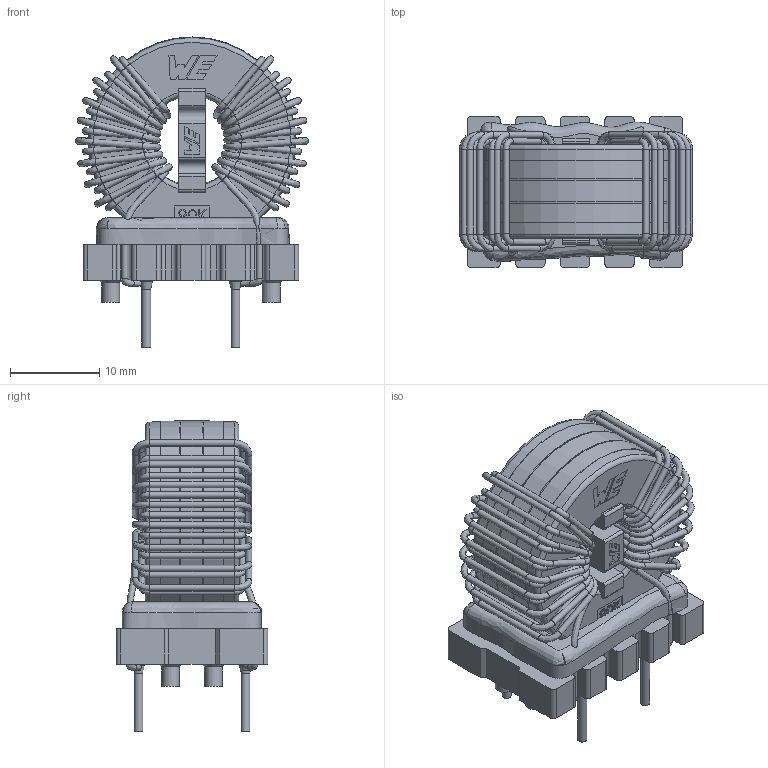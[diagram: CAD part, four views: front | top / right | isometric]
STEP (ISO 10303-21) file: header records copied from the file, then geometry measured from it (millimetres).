
FILE_DESCRIPTION(/* description */ ('Unknown'),/* implementation_level */ '2;1');
FILE_NAME(/* name */ '7448040515',/* time_stamp */ '2023-12-05T16:16:34+01:00',/* author */ ('Unknown'),/* organization */ ('Unknown'),/* preprocessor_version */ 'ST-DEVELOPER v16.7',/* originating_system */ 'Solid Edge',/* authorisation */ 'Unknown');
FILE_SCHEMA (('CONFIG_CONTROL_DESIGN','AP242_MANAGED_MODEL_BASED_3D_ENGINEERING_MIM_LF { 1 0 10303 442 1 1 4 }','AUTOMOTIVE_DESIGN {1 0 10303 214 3 1 1}'));
Products named in the file (12): 7448040515; Case; CASE-A; CORE; CASE-B; PRT0001; SPACER; Tape; Base; Turns; Glue; Solderpoint
Assembly tree (11 placements, depth 3):
  7448040515
    Case
      CASE-A
      CORE
      CASE-B
      PRT0001
    SPACER
    Tape
    Base
    Turns
    Glue
    Solderpoint
Bounding box: 26.14 x 17 x 34.79 mm (x, y, z)
Volume: 6346.5 mm3; surface area: 12396.3 mm2
Topology: 18 solids, 18 shells, 839 faces, 2036 edges, 1258 vertices
Faces by surface type: plane 385, cylinder 229, bspline 119, torus 77, cone 29
Full cylindrical faces by diameter (mm): 0.7 x143, 1 x4, 2 x4, 10.1 x1, 11.9 x2, 12.5 x1, 20 x1, 20.6 x2, 23.2 x2, 23.28 x1
Entity records: 46292 total; most frequent: CARTESIAN_POINT 27294, DIRECTION 3596, ORIENTED_EDGE 3250, EDGE_CURVE 1625, AXIS2_PLACEMENT_3D 1301, EDGE_LOOP 1242, FACE_BOUND 1242, VERTEX_POINT 1209
